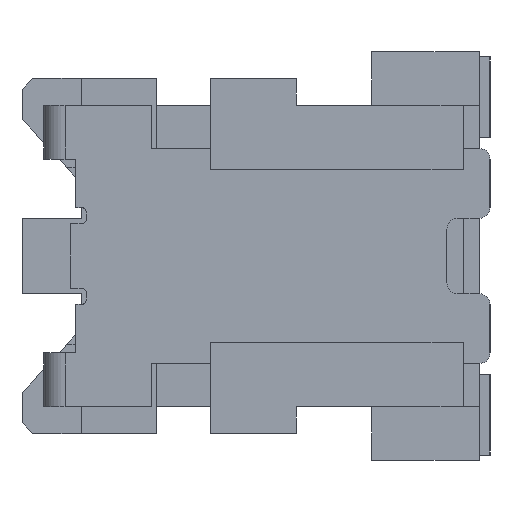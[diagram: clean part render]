
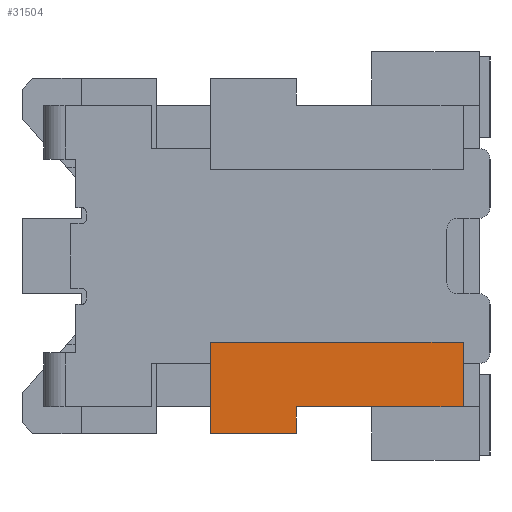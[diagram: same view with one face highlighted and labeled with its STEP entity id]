
A CAD part, left-side view. The second image highlights one B-rep face of the part: STEP entity #31504.
In plain terms, the highlighted planar face has unit normal (-1, 0, 0).
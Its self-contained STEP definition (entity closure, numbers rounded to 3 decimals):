
#10287=DIRECTION('',(0.,0.,1.));
#10288=VECTOR('',#10287,0.6);
#10289=CARTESIAN_POINT('',(-5.5,-1.,-1.4));
#10290=LINE('',#10289,#10288);
#10291=DIRECTION('',(0.,1.,0.));
#10292=VECTOR('',#10291,1.55);
#10293=CARTESIAN_POINT('',(-5.5,-1.,-1.4));
#10294=LINE('',#10293,#10292);
#10295=DIRECTION('',(0.,0.,-1.));
#10296=VECTOR('',#10295,0.25);
#10297=CARTESIAN_POINT('',(-5.5,0.55,-1.4));
#10298=LINE('',#10297,#10296);
#10299=DIRECTION('',(0.,1.,0.));
#10300=VECTOR('',#10299,0.8);
#10301=CARTESIAN_POINT('',(-5.5,0.55,-1.65));
#10302=LINE('',#10301,#10300);
#10303=DIRECTION('',(0.,0.,1.));
#10304=VECTOR('',#10303,0.85);
#10305=CARTESIAN_POINT('',(-5.5,1.35,-1.65));
#10306=LINE('',#10305,#10304);
#10307=DIRECTION('',(0.,-1.,0.));
#10308=VECTOR('',#10307,2.35);
#10309=CARTESIAN_POINT('',(-5.5,1.35,-0.8));
#10310=LINE('',#10309,#10308);
#15081=CARTESIAN_POINT('',(-5.5,0.55,-1.4));
#15082=CARTESIAN_POINT('',(-5.5,0.55,-1.65));
#15083=VERTEX_POINT('',#15081);
#15084=VERTEX_POINT('',#15082);
#15085=CARTESIAN_POINT('',(-5.5,1.35,-1.65));
#15086=VERTEX_POINT('',#15085);
#15145=CARTESIAN_POINT('',(-5.5,1.35,-0.8));
#15147=VERTEX_POINT('',#15145);
#15201=CARTESIAN_POINT('',(-5.5,-1.,-1.4));
#15202=CARTESIAN_POINT('',(-5.5,-1.,-0.8));
#15203=VERTEX_POINT('',#15201);
#15204=VERTEX_POINT('',#15202);
#31486=CARTESIAN_POINT('',(-5.5,-1.15,0.));
#31487=DIRECTION('',(1.,0.,0.));
#31488=DIRECTION('',(0.,0.,1.));
#31489=AXIS2_PLACEMENT_3D('',#31486,#31487,#31488);
#31490=PLANE('',#31489);
#31491=ORIENTED_EDGE('',*,*,#30731,.F.);
#31493=ORIENTED_EDGE('',*,*,#31492,.T.);
#31495=ORIENTED_EDGE('',*,*,#31494,.T.);
#31497=ORIENTED_EDGE('',*,*,#31496,.T.);
#31499=ORIENTED_EDGE('',*,*,#31498,.T.);
#31501=ORIENTED_EDGE('',*,*,#31500,.T.);
#31502=EDGE_LOOP('',(#31491,#31493,#31495,#31497,#31499,#31501));
#31503=FACE_OUTER_BOUND('',#31502,.F.);
#31504=ADVANCED_FACE('',(#31503),#31490,.F.);
#30731=EDGE_CURVE('',#15203,#15204,#10290,.T.);
#31492=EDGE_CURVE('',#15203,#15083,#10294,.T.);
#31494=EDGE_CURVE('',#15083,#15084,#10298,.T.);
#31496=EDGE_CURVE('',#15084,#15086,#10302,.T.);
#31498=EDGE_CURVE('',#15086,#15147,#10306,.T.);
#31500=EDGE_CURVE('',#15147,#15204,#10310,.T.);
